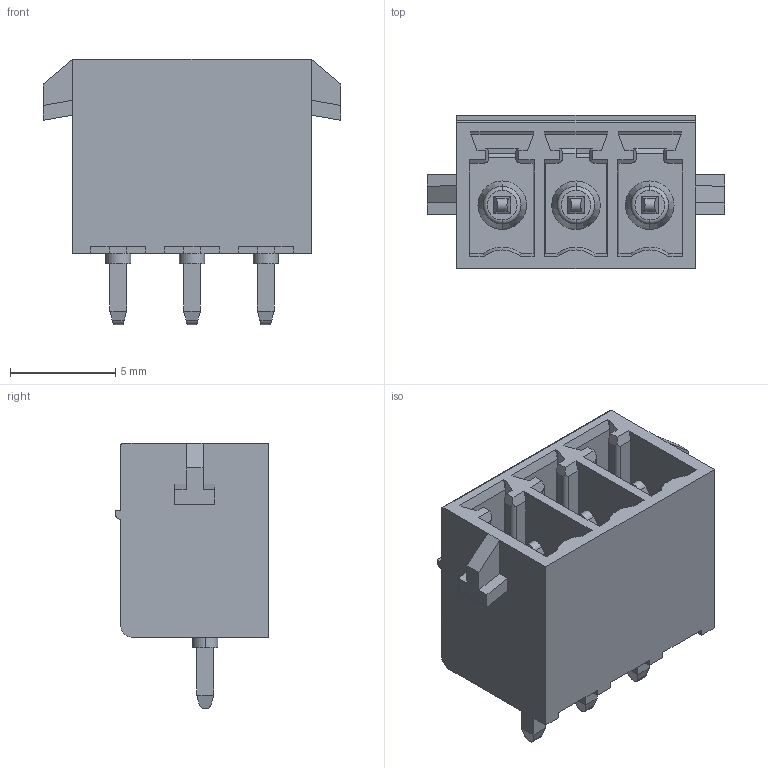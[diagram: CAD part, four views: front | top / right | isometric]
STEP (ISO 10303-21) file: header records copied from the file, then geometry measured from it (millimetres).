
FILE_DESCRIPTION(('Creo Elements/Direct Modeling STEP Export'),'2;1');
FILE_NAME('model.stp','2018-02-10T 7:50:08',(''),(''),'Creo Elements/Direct Modeling STEP processor for AP214 (Solid Model)','Creo Elements/Direct Modeling 18.1I 14-Aug-2016 (C) Parametric Technology GmbH','');
FILE_SCHEMA(('AUTOMOTIVE_DESIGN { 1 0 10303 214 1 1 1 1 }'));
Length unit declared in the file: millimetre
Products named in the file (2): MCV-1.5-3-G-3.5-RN
Assembly tree (1 placements, depth 2):
  MCV-1.5-3-G-3.5-RN
    MCV-1.5-3-G-3.5-RN
Bounding box: 14.1 x 7.25 x 12.6 mm (x, y, z)
Volume: 428.5 mm3; surface area: 1051 mm2
Topology: 1 solids, 1 shells, 242 faces, 646 edges, 424 vertices
Faces by surface type: plane 195, cylinder 32, cone 9, torus 6
Entity records: 9165 total; most frequent: CARTESIAN_POINT 1331, ORIENTED_EDGE 1292, DIRECTION 1141, EDGE_CURVE 646, VECTOR 517, LINE 517, VERTEX_POINT 424, AXIS2_PLACEMENT_3D 312
